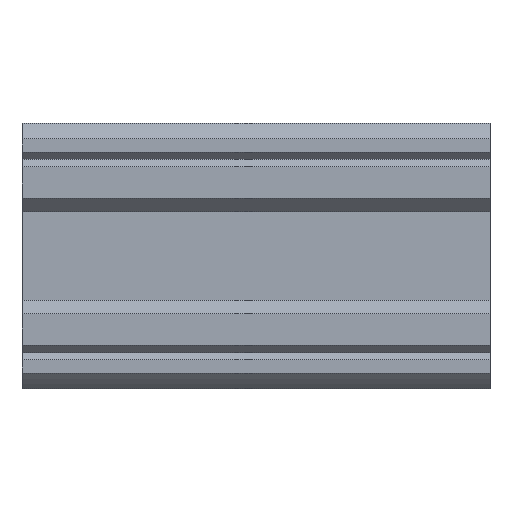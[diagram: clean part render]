
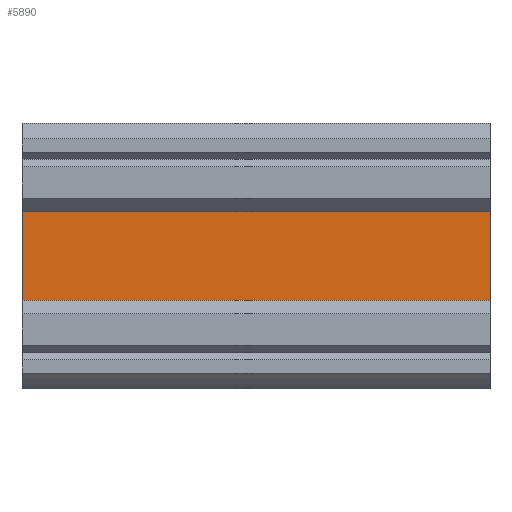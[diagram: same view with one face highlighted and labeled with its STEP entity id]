
A CAD part, left-side view. The second image highlights one B-rep face of the part: STEP entity #5890.
In plain terms, the highlighted planar face has unit normal (-1, 0, 0).
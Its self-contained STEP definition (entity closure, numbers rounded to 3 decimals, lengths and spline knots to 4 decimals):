
#680 = FACE_OUTER_BOUND ( 'NONE', #29551, .T. ) ;
#1143 = AXIS2_PLACEMENT_3D ( 'NONE', #12425, #22754, #15086 ) ;
#1384 = VECTOR ( 'NONE', #20619, 39.3701 ) ;
#1564 = LINE ( 'NONE', #31183, #9756 ) ;
#2126 = CARTESIAN_POINT ( 'NONE',  ( -0.2145, 1.32, 0.1822 ) ) ;
#5890 = ADVANCED_FACE ( 'NONE', ( #680 ), #28126, .F. ) ;
#6205 = CARTESIAN_POINT ( 'NONE',  ( -0.2145, 1.32, -0.1822 ) ) ;
#7622 = DIRECTION ( 'NONE',  ( 0., -1., 0. ) ) ;
#9166 = EDGE_CURVE ( 'NONE', #28470, #27738, #20893, .T. ) ;
#9566 = ORIENTED_EDGE ( 'NONE', *, *, #30856, .F. ) ;
#9756 = VECTOR ( 'NONE', #7622, 39.3701 ) ;
#9993 = LINE ( 'NONE', #31196, #1384 ) ;
#10727 = ORIENTED_EDGE ( 'NONE', *, *, #16278, .T. ) ;
#12330 = EDGE_CURVE ( 'NONE', #28470, #26150, #26475, .T. ) ;
#12425 = CARTESIAN_POINT ( 'NONE',  ( -0.2145, 1.486, 0. ) ) ;
#13825 = CARTESIAN_POINT ( 'NONE',  ( -0.2145, 1.32, -0.1822 ) ) ;
#13931 = VECTOR ( 'NONE', #21418, 39.3701 ) ;
#14527 = CARTESIAN_POINT ( 'NONE',  ( -0.2145, 0., 0.1822 ) ) ;
#15086 = DIRECTION ( 'NONE',  ( 0., 0., -1. ) ) ;
#16278 = EDGE_CURVE ( 'NONE', #26150, #23869, #9993, .T. ) ;
#20619 = DIRECTION ( 'NONE',  ( 0., 0., 1. ) ) ;
#20893 = LINE ( 'NONE', #23945, #13931 ) ;
#21418 = DIRECTION ( 'NONE',  ( 0., 0., 1. ) ) ;
#22754 = DIRECTION ( 'NONE',  ( 1., 0., 0. ) ) ;
#23869 = VERTEX_POINT ( 'NONE', #14527 ) ;
#23945 = CARTESIAN_POINT ( 'NONE',  ( -0.2145, 1.32, 0. ) ) ;
#26150 = VERTEX_POINT ( 'NONE', #29151 ) ;
#26475 = LINE ( 'NONE', #6205, #30624 ) ;
#27224 = DIRECTION ( 'NONE',  ( 0., -1., 0. ) ) ;
#27738 = VERTEX_POINT ( 'NONE', #2126 ) ;
#28126 = PLANE ( 'NONE',  #1143 ) ;
#28470 = VERTEX_POINT ( 'NONE', #13825 ) ;
#29151 = CARTESIAN_POINT ( 'NONE',  ( -0.2145, 0., -0.1822 ) ) ;
#29348 = ORIENTED_EDGE ( 'NONE', *, *, #9166, .F. ) ;
#29551 = EDGE_LOOP ( 'NONE', ( #29348, #31627, #10727, #9566 ) ) ;
#30624 = VECTOR ( 'NONE', #27224, 39.3701 ) ;
#30856 = EDGE_CURVE ( 'NONE', #27738, #23869, #1564, .T. ) ;
#31183 = CARTESIAN_POINT ( 'NONE',  ( -0.2145, 1.32, 0.1822 ) ) ;
#31196 = CARTESIAN_POINT ( 'NONE',  ( -0.2145, 0., 0. ) ) ;
#31627 = ORIENTED_EDGE ( 'NONE', *, *, #12330, .T. ) ;
